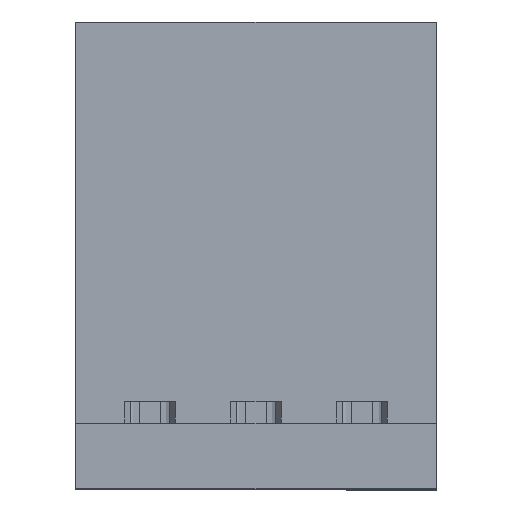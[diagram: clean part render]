
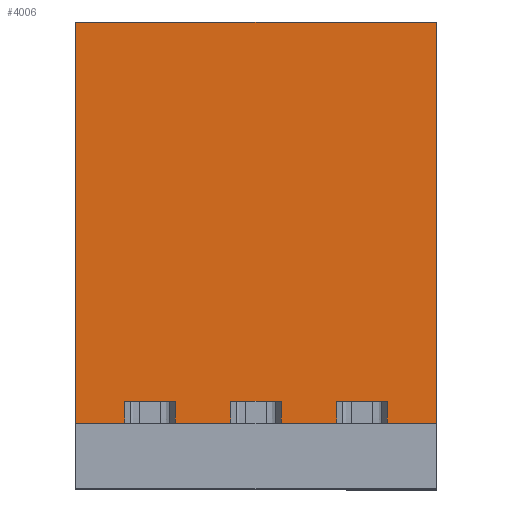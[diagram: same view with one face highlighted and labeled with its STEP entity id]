
A CAD part, top view. The second image highlights one B-rep face of the part: STEP entity #4006.
In plain terms, the highlighted planar face has unit normal (0, 0, 1).
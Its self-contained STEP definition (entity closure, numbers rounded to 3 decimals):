
#3913=AXIS2_PLACEMENT_3D('Plane Axis2P3D',#3910,#3911,#3912) ;
#2324=CARTESIAN_POINT('Vertex',(4.69,3.1,31.08)) ;
#2327=CARTESIAN_POINT('Line Origine',(4.69,3.615,31.08)) ;
#2331=CARTESIAN_POINT('Vertex',(4.69,4.13,31.08)) ;
#2385=CARTESIAN_POINT('Vertex',(2.31,3.1,31.08)) ;
#2400=CARTESIAN_POINT('Line Origine',(2.31,3.615,31.08)) ;
#2404=CARTESIAN_POINT('Vertex',(2.31,4.13,31.08)) ;
#3125=CARTESIAN_POINT('Line Origine',(3.5,4.13,31.08)) ;
#3253=CARTESIAN_POINT('Vertex',(0.,3.1,31.08)) ;
#3256=CARTESIAN_POINT('Line Origine',(0.,11.,31.08)) ;
#3260=CARTESIAN_POINT('Vertex',(0.,22.,31.08)) ;
#3873=CARTESIAN_POINT('Vertex',(17.,22.,31.08)) ;
#3876=CARTESIAN_POINT('Line Origine',(8.5,22.,31.08)) ;
#3910=CARTESIAN_POINT('Axis2P3D Location',(-10.12,3.1,31.08)) ;
#3915=CARTESIAN_POINT('Line Origine',(1.155,3.1,31.08)) ;
#3920=CARTESIAN_POINT('Line Origine',(6.,3.1,31.08)) ;
#3924=CARTESIAN_POINT('Vertex',(7.31,3.1,31.08)) ;
#3927=CARTESIAN_POINT('Line Origine',(7.31,3.615,31.08)) ;
#3931=CARTESIAN_POINT('Vertex',(7.31,4.13,31.08)) ;
#3934=CARTESIAN_POINT('Line Origine',(8.5,4.13,31.08)) ;
#3938=CARTESIAN_POINT('Vertex',(9.69,4.13,31.08)) ;
#3941=CARTESIAN_POINT('Line Origine',(9.69,3.615,31.08)) ;
#3945=CARTESIAN_POINT('Vertex',(9.69,3.1,31.08)) ;
#3948=CARTESIAN_POINT('Line Origine',(11.,3.1,31.08)) ;
#3952=CARTESIAN_POINT('Vertex',(12.31,3.1,31.08)) ;
#3955=CARTESIAN_POINT('Line Origine',(12.31,3.615,31.08)) ;
#3959=CARTESIAN_POINT('Vertex',(12.31,4.13,31.08)) ;
#3962=CARTESIAN_POINT('Line Origine',(13.5,4.13,31.08)) ;
#3966=CARTESIAN_POINT('Vertex',(14.69,4.13,31.08)) ;
#3969=CARTESIAN_POINT('Line Origine',(14.69,3.615,31.08)) ;
#3973=CARTESIAN_POINT('Vertex',(14.69,3.1,31.08)) ;
#3976=CARTESIAN_POINT('Line Origine',(15.845,3.1,31.08)) ;
#3980=CARTESIAN_POINT('Vertex',(17.,3.1,31.08)) ;
#3983=CARTESIAN_POINT('Line Origine',(17.,12.55,31.08)) ;
#2328=DIRECTION('Vector Direction',(0.,1.,0.)) ;
#2401=DIRECTION('Vector Direction',(0.,1.,0.)) ;
#3126=DIRECTION('Vector Direction',(-1.,0.,0.)) ;
#3257=DIRECTION('Vector Direction',(0.,-1.,0.)) ;
#3877=DIRECTION('Vector Direction',(1.,0.,0.)) ;
#3911=DIRECTION('Axis2P3D Direction',(0.,0.,-1.)) ;
#3912=DIRECTION('Axis2P3D XDirection',(0.,1.,0.)) ;
#3916=DIRECTION('Vector Direction',(1.,0.,0.)) ;
#3921=DIRECTION('Vector Direction',(1.,0.,0.)) ;
#3928=DIRECTION('Vector Direction',(0.,1.,0.)) ;
#3935=DIRECTION('Vector Direction',(-1.,0.,0.)) ;
#3942=DIRECTION('Vector Direction',(0.,1.,0.)) ;
#3949=DIRECTION('Vector Direction',(1.,0.,0.)) ;
#3956=DIRECTION('Vector Direction',(0.,1.,0.)) ;
#3963=DIRECTION('Vector Direction',(-1.,0.,0.)) ;
#3970=DIRECTION('Vector Direction',(0.,1.,0.)) ;
#3977=DIRECTION('Vector Direction',(1.,0.,0.)) ;
#3984=DIRECTION('Vector Direction',(0.,1.,0.)) ;
#2329=VECTOR('Line Direction',#2328,1.) ;
#2402=VECTOR('Line Direction',#2401,1.) ;
#3127=VECTOR('Line Direction',#3126,1.) ;
#3258=VECTOR('Line Direction',#3257,1.) ;
#3878=VECTOR('Line Direction',#3877,1.) ;
#3917=VECTOR('Line Direction',#3916,1.) ;
#3922=VECTOR('Line Direction',#3921,1.) ;
#3929=VECTOR('Line Direction',#3928,1.) ;
#3936=VECTOR('Line Direction',#3935,1.) ;
#3943=VECTOR('Line Direction',#3942,1.) ;
#3950=VECTOR('Line Direction',#3949,1.) ;
#3957=VECTOR('Line Direction',#3956,1.) ;
#3964=VECTOR('Line Direction',#3963,1.) ;
#3971=VECTOR('Line Direction',#3970,1.) ;
#3978=VECTOR('Line Direction',#3977,1.) ;
#3985=VECTOR('Line Direction',#3984,1.) ;
#3989=ORIENTED_EDGE('',*,*,#3262,.F.) ;
#3990=ORIENTED_EDGE('',*,*,#3919,.T.) ;
#3991=ORIENTED_EDGE('',*,*,#2406,.T.) ;
#3992=ORIENTED_EDGE('',*,*,#3129,.F.) ;
#3993=ORIENTED_EDGE('',*,*,#2333,.F.) ;
#3994=ORIENTED_EDGE('',*,*,#3926,.T.) ;
#3995=ORIENTED_EDGE('',*,*,#3933,.T.) ;
#3996=ORIENTED_EDGE('',*,*,#3940,.F.) ;
#3997=ORIENTED_EDGE('',*,*,#3947,.F.) ;
#3998=ORIENTED_EDGE('',*,*,#3954,.T.) ;
#3999=ORIENTED_EDGE('',*,*,#3961,.T.) ;
#4000=ORIENTED_EDGE('',*,*,#3968,.F.) ;
#4001=ORIENTED_EDGE('',*,*,#3975,.F.) ;
#4002=ORIENTED_EDGE('',*,*,#3982,.T.) ;
#4003=ORIENTED_EDGE('',*,*,#3987,.T.) ;
#4004=ORIENTED_EDGE('',*,*,#3880,.F.) ;
#4006=ADVANCED_FACE('Model',(#4005),#3914,.F.) ;
#2333=EDGE_CURVE('',#2325,#2332,#2330,.T.) ;
#2406=EDGE_CURVE('',#2386,#2405,#2403,.T.) ;
#3129=EDGE_CURVE('',#2332,#2405,#3128,.T.) ;
#3262=EDGE_CURVE('',#3254,#3261,#3259,.F.) ;
#3880=EDGE_CURVE('',#3261,#3874,#3879,.T.) ;
#3919=EDGE_CURVE('',#3254,#2386,#3918,.T.) ;
#3926=EDGE_CURVE('',#2325,#3925,#3923,.T.) ;
#3933=EDGE_CURVE('',#3925,#3932,#3930,.T.) ;
#3940=EDGE_CURVE('',#3939,#3932,#3937,.T.) ;
#3947=EDGE_CURVE('',#3946,#3939,#3944,.T.) ;
#3954=EDGE_CURVE('',#3946,#3953,#3951,.T.) ;
#3961=EDGE_CURVE('',#3953,#3960,#3958,.T.) ;
#3968=EDGE_CURVE('',#3967,#3960,#3965,.T.) ;
#3975=EDGE_CURVE('',#3974,#3967,#3972,.T.) ;
#3982=EDGE_CURVE('',#3974,#3981,#3979,.T.) ;
#3987=EDGE_CURVE('',#3981,#3874,#3986,.T.) ;
#3988=EDGE_LOOP('',(#3989,#3990,#3991,#3992,#3993,#3994,#3995,#3996,#3997,#3998,#3999,#4000,#4001,#4002,#4003,#4004)) ;
#4005=FACE_OUTER_BOUND('',#3988,.T.) ;
#2330=LINE('Line',#2327,#2329) ;
#2403=LINE('Line',#2400,#2402) ;
#3128=LINE('Line',#3125,#3127) ;
#3259=LINE('Line',#3256,#3258) ;
#3879=LINE('Line',#3876,#3878) ;
#3918=LINE('Line',#3915,#3917) ;
#3923=LINE('Line',#3920,#3922) ;
#3930=LINE('Line',#3927,#3929) ;
#3937=LINE('Line',#3934,#3936) ;
#3944=LINE('Line',#3941,#3943) ;
#3951=LINE('Line',#3948,#3950) ;
#3958=LINE('Line',#3955,#3957) ;
#3965=LINE('Line',#3962,#3964) ;
#3972=LINE('Line',#3969,#3971) ;
#3979=LINE('Line',#3976,#3978) ;
#3986=LINE('Line',#3983,#3985) ;
#3914=PLANE('',#3913) ;
#2325=VERTEX_POINT('',#2324) ;
#2332=VERTEX_POINT('',#2331) ;
#2386=VERTEX_POINT('',#2385) ;
#2405=VERTEX_POINT('',#2404) ;
#3254=VERTEX_POINT('',#3253) ;
#3261=VERTEX_POINT('',#3260) ;
#3874=VERTEX_POINT('',#3873) ;
#3925=VERTEX_POINT('',#3924) ;
#3932=VERTEX_POINT('',#3931) ;
#3939=VERTEX_POINT('',#3938) ;
#3946=VERTEX_POINT('',#3945) ;
#3953=VERTEX_POINT('',#3952) ;
#3960=VERTEX_POINT('',#3959) ;
#3967=VERTEX_POINT('',#3966) ;
#3974=VERTEX_POINT('',#3973) ;
#3981=VERTEX_POINT('',#3980) ;
